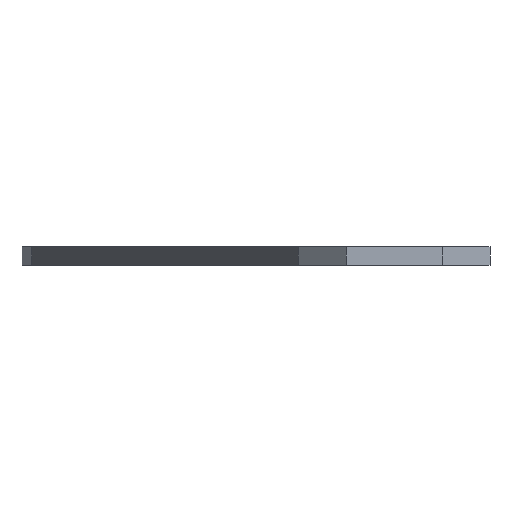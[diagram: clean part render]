
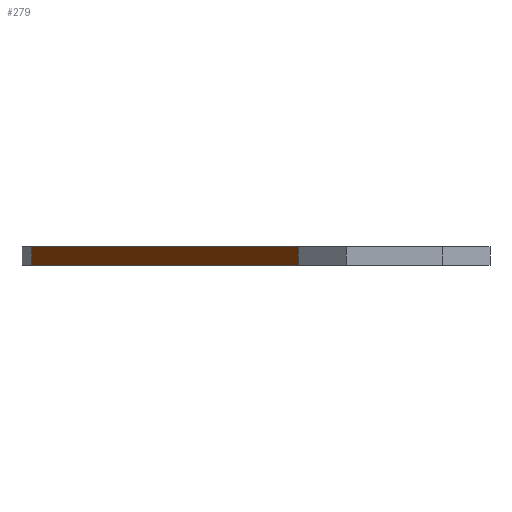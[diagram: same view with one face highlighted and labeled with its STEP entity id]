
A CAD part, left-side view. The second image highlights one B-rep face of the part: STEP entity #279.
In plain terms, the highlighted planar face has unit normal (-0.447, 0.894, 0).
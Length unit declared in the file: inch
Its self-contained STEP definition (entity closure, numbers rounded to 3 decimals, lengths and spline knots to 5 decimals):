
#37 = VECTOR ( 'NONE', #640, 39.37008 ) ;
#102 = VERTEX_POINT ( 'NONE', #547 ) ;
#125 = DIRECTION ( 'NONE',  ( -0.894, -0.447, 0. ) ) ;
#199 = LINE ( 'NONE', #957, #361 ) ;
#221 = CARTESIAN_POINT ( 'NONE',  ( -1.99, 0.5, 0.04921 ) ) ;
#238 = CARTESIAN_POINT ( 'NONE',  ( 0.794, 1.892, -0.04921 ) ) ;
#279 = ADVANCED_FACE ( 'NONE', ( #884 ), #1094, .T. ) ;
#283 = DIRECTION ( 'NONE',  ( 0.894, 0.447, 0. ) ) ;
#339 = VECTOR ( 'NONE', #283, 39.37008 ) ;
#345 = CARTESIAN_POINT ( 'NONE',  ( 0.794, 1.892, 0.04921 ) ) ;
#351 = CARTESIAN_POINT ( 'NONE',  ( -1.99, 0.5, -0.04921 ) ) ;
#361 = VECTOR ( 'NONE', #365, 39.37008 ) ;
#365 = DIRECTION ( 'NONE',  ( 0., 0., -1. ) ) ;
#403 = VERTEX_POINT ( 'NONE', #351 ) ;
#451 = ORIENTED_EDGE ( 'NONE', *, *, #488, .F. ) ;
#464 = DIRECTION ( 'NONE',  ( -0.447, 0.894, 0. ) ) ;
#470 = EDGE_CURVE ( 'NONE', #403, #675, #644, .T. ) ;
#475 = CARTESIAN_POINT ( 'NONE',  ( -1.99, 0.5, -3.16182 ) ) ;
#488 = EDGE_CURVE ( 'NONE', #711, #102, #1058, .T. ) ;
#522 = EDGE_CURVE ( 'NONE', #403, #102, #958, .T. ) ;
#546 = CARTESIAN_POINT ( 'NONE',  ( -1.99, 0.5, -0.04921 ) ) ;
#547 = CARTESIAN_POINT ( 'NONE',  ( -1.99, 0.5, 0.04921 ) ) ;
#564 = ORIENTED_EDGE ( 'NONE', *, *, #849, .T. ) ;
#640 = DIRECTION ( 'NONE',  ( 0., 0., 1. ) ) ;
#644 = LINE ( 'NONE', #546, #339 ) ;
#675 = VERTEX_POINT ( 'NONE', #238 ) ;
#711 = VERTEX_POINT ( 'NONE', #345 ) ;
#717 = DIRECTION ( 'NONE',  ( -0.894, -0.447, 0. ) ) ;
#734 = AXIS2_PLACEMENT_3D ( 'NONE', #475, #464, #125 ) ;
#834 = VECTOR ( 'NONE', #717, 39.37008 ) ;
#849 = EDGE_CURVE ( 'NONE', #711, #675, #199, .T. ) ;
#883 = CARTESIAN_POINT ( 'NONE',  ( -1.99, 0.5, 0.04921 ) ) ;
#884 = FACE_OUTER_BOUND ( 'NONE', #1050, .T. ) ;
#885 = ORIENTED_EDGE ( 'NONE', *, *, #470, .F. ) ;
#957 = CARTESIAN_POINT ( 'NONE',  ( 0.794, 1.892, 0.04921 ) ) ;
#958 = LINE ( 'NONE', #221, #37 ) ;
#962 = ORIENTED_EDGE ( 'NONE', *, *, #522, .T. ) ;
#1050 = EDGE_LOOP ( 'NONE', ( #885, #962, #451, #564 ) ) ;
#1058 = LINE ( 'NONE', #883, #834 ) ;
#1094 = PLANE ( 'NONE',  #734 ) ;
